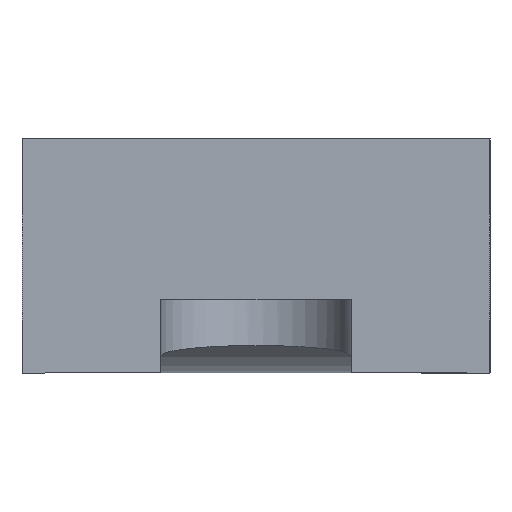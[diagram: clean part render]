
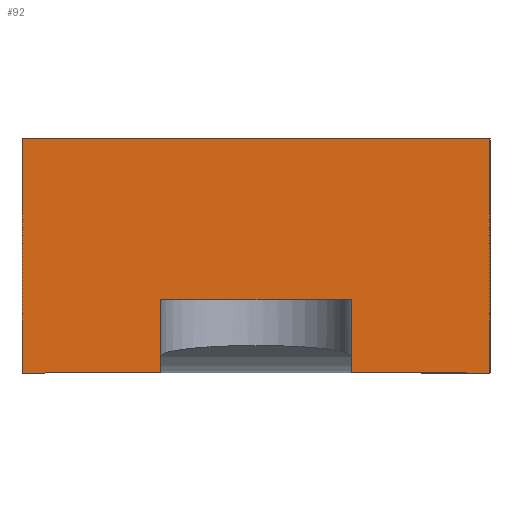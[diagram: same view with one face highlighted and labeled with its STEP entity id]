
A CAD part, left-side view. The second image highlights one B-rep face of the part: STEP entity #92.
In plain terms, the highlighted planar face has unit normal (-1, 0, 0).
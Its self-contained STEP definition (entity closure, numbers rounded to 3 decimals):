
#4 = CARTESIAN_POINT ( 'NONE',  ( -60., 16., 0. ) ) ;
#12 = VERTEX_POINT ( 'NONE', #26 ) ;
#19 = VERTEX_POINT ( 'NONE', #345 ) ;
#26 = CARTESIAN_POINT ( 'NONE',  ( -60., 16., 16. ) ) ;
#34 = DIRECTION ( 'NONE',  ( 0., 0., 1. ) ) ;
#48 = EDGE_CURVE ( 'NONE', #380, #384, #235, .T. ) ;
#57 = VERTEX_POINT ( 'NONE', #237 ) ;
#63 = LINE ( 'NONE', #429, #435 ) ;
#64 = EDGE_CURVE ( 'NONE', #158, #384, #611, .T. ) ;
#81 = CARTESIAN_POINT ( 'NONE',  ( -60., 16., 16. ) ) ;
#85 = DIRECTION ( 'NONE',  ( 0., 0., -1. ) ) ;
#88 = EDGE_CURVE ( 'NONE', #12, #675, #297, .T. ) ;
#92 = ADVANCED_FACE ( 'NONE', ( #495 ), #665, .T. ) ;
#96 = EDGE_CURVE ( 'NONE', #57, #633, #608, .T. ) ;
#114 = LINE ( 'NONE', #4, #318 ) ;
#127 = CARTESIAN_POINT ( 'NONE',  ( -60., 16., 5. ) ) ;
#137 = CARTESIAN_POINT ( 'NONE',  ( -60., -16., 16. ) ) ;
#144 = VECTOR ( 'NONE', #385, 1000. ) ;
#151 = CARTESIAN_POINT ( 'NONE',  ( -60., 6.5, 16. ) ) ;
#157 = ORIENTED_EDGE ( 'NONE', *, *, #332, .T. ) ;
#158 = VERTEX_POINT ( 'NONE', #251 ) ;
#162 = VECTOR ( 'NONE', #85, 1000. ) ;
#171 = ORIENTED_EDGE ( 'NONE', *, *, #88, .T. ) ;
#183 = DIRECTION ( 'NONE',  ( -1., 0., 0. ) ) ;
#201 = ORIENTED_EDGE ( 'NONE', *, *, #96, .F. ) ;
#235 = LINE ( 'NONE', #127, #333 ) ;
#237 = CARTESIAN_POINT ( 'NONE',  ( -60., -16., 16. ) ) ;
#251 = CARTESIAN_POINT ( 'NONE',  ( -60., -6.5, 0. ) ) ;
#258 = EDGE_LOOP ( 'NONE', ( #288, #533, #363, #319, #157, #201, #476, #171 ) ) ;
#272 = LINE ( 'NONE', #536, #144 ) ;
#288 = ORIENTED_EDGE ( 'NONE', *, *, #518, .T. ) ;
#294 = DIRECTION ( 'NONE',  ( 0., 0., -1. ) ) ;
#295 = CARTESIAN_POINT ( 'NONE',  ( -60., 16., 0. ) ) ;
#297 = LINE ( 'NONE', #81, #635 ) ;
#316 = EDGE_CURVE ( 'NONE', #19, #380, #468, .T. ) ;
#318 = VECTOR ( 'NONE', #322, 1000. ) ;
#319 = ORIENTED_EDGE ( 'NONE', *, *, #64, .F. ) ;
#322 = DIRECTION ( 'NONE',  ( 0., -1., 0. ) ) ;
#332 = EDGE_CURVE ( 'NONE', #158, #633, #114, .T. ) ;
#333 = VECTOR ( 'NONE', #663, 1000. ) ;
#345 = CARTESIAN_POINT ( 'NONE',  ( -60., 6.5, 0. ) ) ;
#348 = CARTESIAN_POINT ( 'NONE',  ( -60., -16., 0. ) ) ;
#363 = ORIENTED_EDGE ( 'NONE', *, *, #48, .T. ) ;
#380 = VERTEX_POINT ( 'NONE', #413 ) ;
#384 = VERTEX_POINT ( 'NONE', #624 ) ;
#385 = DIRECTION ( 'NONE',  ( 0., -1., 0. ) ) ;
#391 = VECTOR ( 'NONE', #676, 1000. ) ;
#400 = DIRECTION ( 'NONE',  ( 0., 0., 1. ) ) ;
#413 = CARTESIAN_POINT ( 'NONE',  ( -60., 6.5, 5. ) ) ;
#429 = CARTESIAN_POINT ( 'NONE',  ( -60., 16., 0. ) ) ;
#435 = VECTOR ( 'NONE', #526, 1000. ) ;
#460 = VECTOR ( 'NONE', #34, 1000. ) ;
#468 = LINE ( 'NONE', #151, #391 ) ;
#476 = ORIENTED_EDGE ( 'NONE', *, *, #529, .F. ) ;
#495 = FACE_OUTER_BOUND ( 'NONE', #258, .T. ) ;
#518 = EDGE_CURVE ( 'NONE', #675, #19, #63, .T. ) ;
#526 = DIRECTION ( 'NONE',  ( 0., -1., 0. ) ) ;
#529 = EDGE_CURVE ( 'NONE', #12, #57, #272, .T. ) ;
#533 = ORIENTED_EDGE ( 'NONE', *, *, #316, .T. ) ;
#536 = CARTESIAN_POINT ( 'NONE',  ( -60., 16., 16. ) ) ;
#602 = CARTESIAN_POINT ( 'NONE',  ( -60., -6.5, 16. ) ) ;
#608 = LINE ( 'NONE', #137, #162 ) ;
#611 = LINE ( 'NONE', #602, #460 ) ;
#624 = CARTESIAN_POINT ( 'NONE',  ( -60., -6.5, 5. ) ) ;
#633 = VERTEX_POINT ( 'NONE', #348 ) ;
#635 = VECTOR ( 'NONE', #294, 1000. ) ;
#649 = AXIS2_PLACEMENT_3D ( 'NONE', #658, #183, #400 ) ;
#658 = CARTESIAN_POINT ( 'NONE',  ( -60., 16., 16. ) ) ;
#663 = DIRECTION ( 'NONE',  ( 0., -1., 0. ) ) ;
#665 = PLANE ( 'NONE',  #649 ) ;
#675 = VERTEX_POINT ( 'NONE', #295 ) ;
#676 = DIRECTION ( 'NONE',  ( 0., 0., 1. ) ) ;
